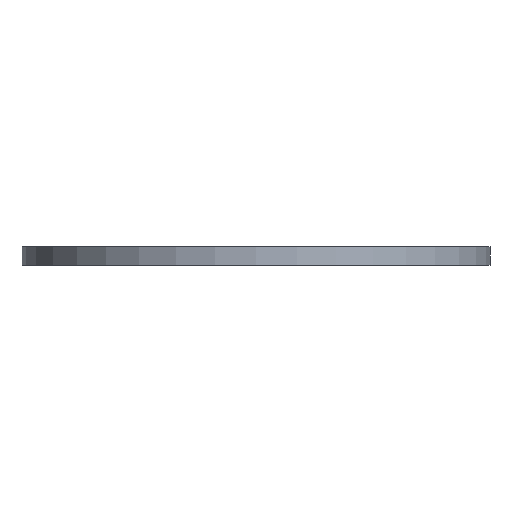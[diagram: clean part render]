
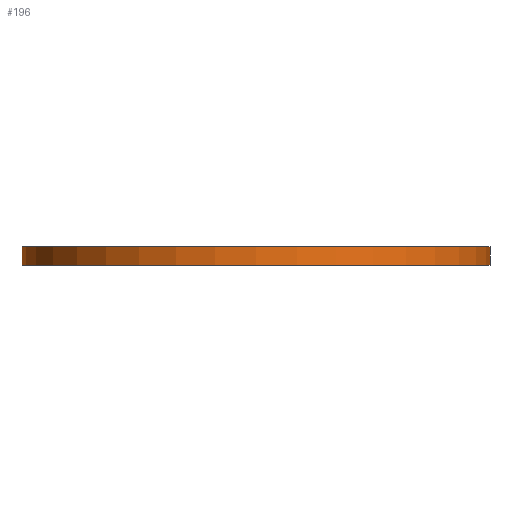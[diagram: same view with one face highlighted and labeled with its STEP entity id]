
A CAD part, front view. The second image highlights one B-rep face of the part: STEP entity #196.
In plain terms, the highlighted cylindrical face has radius 255 mm (diameter 510 mm), a full revolution.
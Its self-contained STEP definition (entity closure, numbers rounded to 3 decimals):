
#17=CIRCLE('',#214,255.);
#18=CIRCLE('',#215,255.);
#20=CYLINDRICAL_SURFACE('',#213,255.);
#26=FACE_BOUND('',#54,.T.);
#38=FACE_OUTER_BOUND('',#53,.T.);
#53=EDGE_LOOP('',(#171));
#54=EDGE_LOOP('',(#172));
#109=VERTEX_POINT('',#315);
#110=VERTEX_POINT('',#317);
#131=EDGE_CURVE('',#109,#109,#17,.T.);
#132=EDGE_CURVE('',#110,#110,#18,.T.);
#171=ORIENTED_EDGE('',*,*,#131,.F.);
#172=ORIENTED_EDGE('',*,*,#132,.F.);
#196=ADVANCED_FACE('',(#38,#26),#20,.T.);
#213=AXIS2_PLACEMENT_3D('',#314,#260,#261);
#214=AXIS2_PLACEMENT_3D('',#316,#262,#263);
#215=AXIS2_PLACEMENT_3D('',#318,#264,#265);
#260=DIRECTION('center_axis',(0.,0.,1.));
#261=DIRECTION('ref_axis',(-1.,0.,0.));
#262=DIRECTION('center_axis',(0.,0.,1.));
#263=DIRECTION('ref_axis',(-1.,0.,0.));
#264=DIRECTION('center_axis',(0.,0.,-1.));
#265=DIRECTION('ref_axis',(-1.,0.,0.));
#314=CARTESIAN_POINT('Origin',(0.,-500.,0.));
#315=CARTESIAN_POINT('',(255.,-500.,20.));
#316=CARTESIAN_POINT('Origin',(0.,-500.,20.));
#317=CARTESIAN_POINT('',(255.,-500.,0.));
#318=CARTESIAN_POINT('Origin',(0.,-500.,0.));
